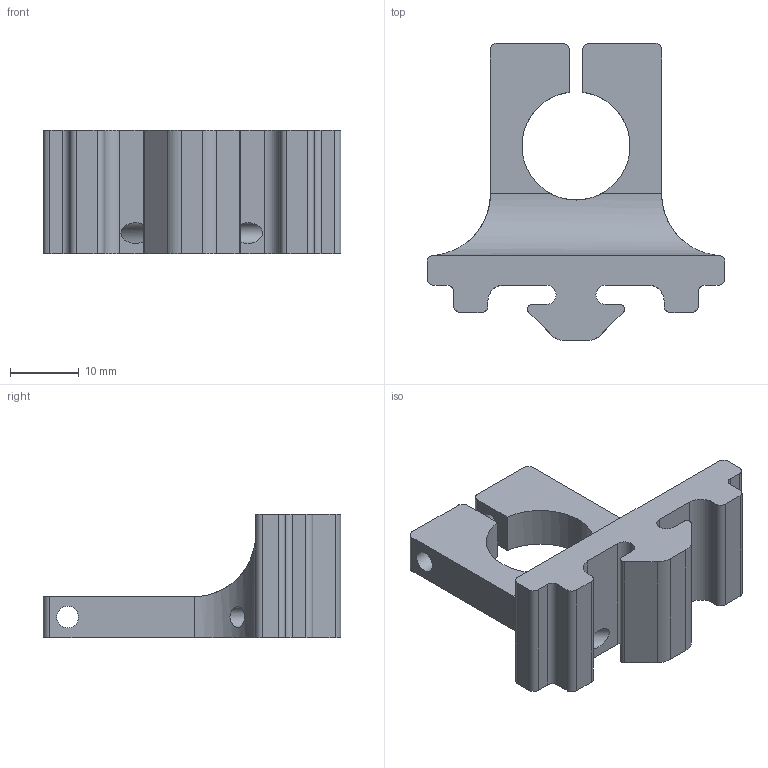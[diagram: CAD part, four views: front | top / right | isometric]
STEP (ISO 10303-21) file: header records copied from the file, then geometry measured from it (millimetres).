
FILE_DESCRIPTION(/* description */ (''),/* implementation_level */ '2;1');
FILE_NAME(/* name */ 'M12 Camera Mount v1.step',/* time_stamp */ '2019-08-19T14:48:21-07:00',/* author */ (''),/* organization */ (''),/* preprocessor_version */ 'ST-DEVELOPER v18',/* originating_system */ 'Autodesk Translation Framework v8.6.0.1094',/* authorisation */ '');
FILE_SCHEMA (('AUTOMOTIVE_DESIGN { 1 0 10303 214 3 1 1 }'));
Length unit declared in the file: millimetre
Products named in the file (1): M12 Camera Mount
Bounding box: 43.47 x 43.45 x 18 mm (x, y, z)
Volume: 9293.3 mm3; surface area: 5059.1 mm2
Topology: 1 solids, 1 shells, 58 faces, 170 edges, 114 vertices
Faces by surface type: cylinder 30, plane 28
Full cylindrical faces by diameter (mm): 3 x2, 3.175 x2
Entity records: 2099 total; most frequent: CARTESIAN_POINT 458, ORIENTED_EDGE 340, DIRECTION 340, EDGE_CURVE 170, AXIS2_PLACEMENT_3D 118, VERTEX_POINT 114, LINE 104, VECTOR 104
